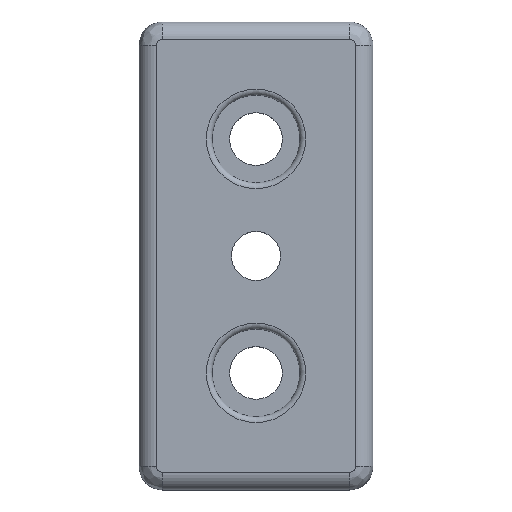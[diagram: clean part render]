
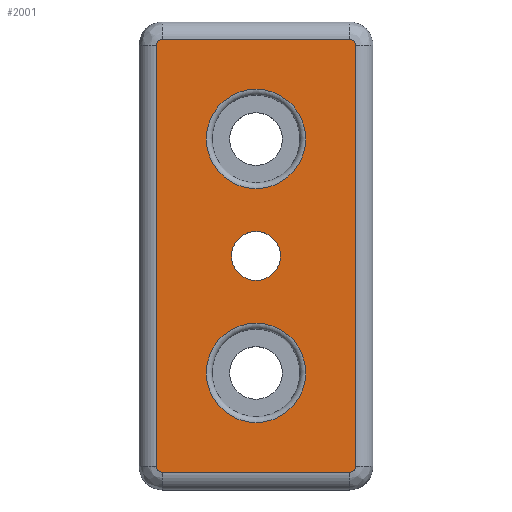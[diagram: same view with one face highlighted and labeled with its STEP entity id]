
A CAD part, top view. The second image highlights one B-rep face of the part: STEP entity #2001.
In plain terms, the highlighted planar face has unit normal (0, 0, 1).
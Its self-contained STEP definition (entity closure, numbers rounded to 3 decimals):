
#32=FACE_BOUND('',#293,.T.);
#33=FACE_BOUND('',#294,.T.);
#34=FACE_BOUND('',#295,.T.);
#70=PLANE('',#2248);
#168=FACE_OUTER_BOUND('',#292,.T.);
#292=EDGE_LOOP('',(#1696,#1697,#1698,#1699,#1700,#1701,#1702,#1703));
#293=EDGE_LOOP('',(#1704));
#294=EDGE_LOOP('',(#1705));
#295=EDGE_LOOP('',(#1706));
#434=CIRCLE('',#2249,1.);
#435=CIRCLE('',#2250,1.);
#436=CIRCLE('',#2251,1.);
#437=CIRCLE('',#2252,1.);
#438=CIRCLE('',#2253,8.5);
#439=CIRCLE('',#2254,8.5);
#440=CIRCLE('',#2255,4.188);
#608=LINE('',#3472,#767);
#609=LINE('',#3476,#768);
#610=LINE('',#3480,#769);
#611=LINE('',#3483,#770);
#767=VECTOR('',#2846,1000.);
#768=VECTOR('',#2849,1000.);
#769=VECTOR('',#2852,1000.);
#770=VECTOR('',#2855,1000.);
#951=VERTEX_POINT('',#3468);
#952=VERTEX_POINT('',#3469);
#953=VERTEX_POINT('',#3471);
#954=VERTEX_POINT('',#3473);
#955=VERTEX_POINT('',#3475);
#956=VERTEX_POINT('',#3477);
#957=VERTEX_POINT('',#3479);
#958=VERTEX_POINT('',#3481);
#959=VERTEX_POINT('',#3484);
#960=VERTEX_POINT('',#3486);
#961=VERTEX_POINT('',#3488);
#1230=EDGE_CURVE('',#951,#952,#434,.F.);
#1231=EDGE_CURVE('',#952,#953,#608,.F.);
#1232=EDGE_CURVE('',#953,#954,#435,.F.);
#1233=EDGE_CURVE('',#954,#955,#609,.F.);
#1234=EDGE_CURVE('',#955,#956,#436,.F.);
#1235=EDGE_CURVE('',#956,#957,#610,.F.);
#1236=EDGE_CURVE('',#957,#958,#437,.F.);
#1237=EDGE_CURVE('',#958,#951,#611,.F.);
#1238=EDGE_CURVE('',#959,#959,#438,.T.);
#1239=EDGE_CURVE('',#960,#960,#439,.T.);
#1240=EDGE_CURVE('',#961,#961,#440,.T.);
#1696=ORIENTED_EDGE('',*,*,#1230,.T.);
#1697=ORIENTED_EDGE('',*,*,#1231,.T.);
#1698=ORIENTED_EDGE('',*,*,#1232,.T.);
#1699=ORIENTED_EDGE('',*,*,#1233,.T.);
#1700=ORIENTED_EDGE('',*,*,#1234,.T.);
#1701=ORIENTED_EDGE('',*,*,#1235,.T.);
#1702=ORIENTED_EDGE('',*,*,#1236,.T.);
#1703=ORIENTED_EDGE('',*,*,#1237,.T.);
#1704=ORIENTED_EDGE('',*,*,#1238,.T.);
#1705=ORIENTED_EDGE('',*,*,#1239,.T.);
#1706=ORIENTED_EDGE('',*,*,#1240,.T.);
#2001=ADVANCED_FACE('',(#168,#32,#33,#34),#70,.F.);
#2248=AXIS2_PLACEMENT_3D('',#3467,#2842,#2843);
#2249=AXIS2_PLACEMENT_3D('',#3470,#2844,#2845);
#2250=AXIS2_PLACEMENT_3D('',#3474,#2847,#2848);
#2251=AXIS2_PLACEMENT_3D('',#3478,#2850,#2851);
#2252=AXIS2_PLACEMENT_3D('',#3482,#2853,#2854);
#2253=AXIS2_PLACEMENT_3D('',#3485,#2856,#2857);
#2254=AXIS2_PLACEMENT_3D('',#3487,#2858,#2859);
#2255=AXIS2_PLACEMENT_3D('',#3489,#2860,#2861);
#2842=DIRECTION('center_axis',(0.,0.,-1.));
#2843=DIRECTION('ref_axis',(-1.,0.,0.));
#2844=DIRECTION('center_axis',(0.,0.,-1.));
#2845=DIRECTION('ref_axis',(-1.,0.,0.));
#2846=DIRECTION('',(-1.,0.,0.));
#2847=DIRECTION('center_axis',(0.,0.,-1.));
#2848=DIRECTION('ref_axis',(-1.,0.,0.));
#2849=DIRECTION('',(0.,-1.,0.));
#2850=DIRECTION('center_axis',(0.,0.,-1.));
#2851=DIRECTION('ref_axis',(-1.,0.,0.));
#2852=DIRECTION('',(1.,0.,0.));
#2853=DIRECTION('center_axis',(0.,0.,-1.));
#2854=DIRECTION('ref_axis',(-1.,0.,0.));
#2855=DIRECTION('',(0.,1.,0.));
#2856=DIRECTION('center_axis',(0.,0.,-1.));
#2857=DIRECTION('ref_axis',(-1.,0.,0.));
#2858=DIRECTION('center_axis',(0.,0.,-1.));
#2859=DIRECTION('ref_axis',(-1.,0.,0.));
#2860=DIRECTION('center_axis',(0.,0.,-1.));
#2861=DIRECTION('ref_axis',(-1.,0.,0.));
#3467=CARTESIAN_POINT('Origin',(16.,-36.,16.));
#3468=CARTESIAN_POINT('',(-17.,-36.,16.));
#3469=CARTESIAN_POINT('',(-16.,-37.,16.));
#3470=CARTESIAN_POINT('Origin',(-16.,-36.,16.));
#3471=CARTESIAN_POINT('',(16.,-37.,16.));
#3472=CARTESIAN_POINT('',(16.,-37.,16.));
#3473=CARTESIAN_POINT('',(17.,-36.,16.));
#3474=CARTESIAN_POINT('Origin',(16.,-36.,16.));
#3475=CARTESIAN_POINT('',(17.,36.,16.));
#3476=CARTESIAN_POINT('',(17.,36.,16.));
#3477=CARTESIAN_POINT('',(16.,37.,16.));
#3478=CARTESIAN_POINT('Origin',(16.,36.,16.));
#3479=CARTESIAN_POINT('',(-16.,37.,16.));
#3480=CARTESIAN_POINT('',(-16.,37.,16.));
#3481=CARTESIAN_POINT('',(-17.,36.,16.));
#3482=CARTESIAN_POINT('Origin',(-16.,36.,16.));
#3483=CARTESIAN_POINT('',(-17.,-36.,16.));
#3484=CARTESIAN_POINT('',(8.5,-20.,16.));
#3485=CARTESIAN_POINT('Origin',(0.,-20.,16.));
#3486=CARTESIAN_POINT('',(8.5,20.,16.));
#3487=CARTESIAN_POINT('Origin',(0.,20.,16.));
#3488=CARTESIAN_POINT('',(4.188,0.,16.));
#3489=CARTESIAN_POINT('Origin',(0.,0.,16.));
